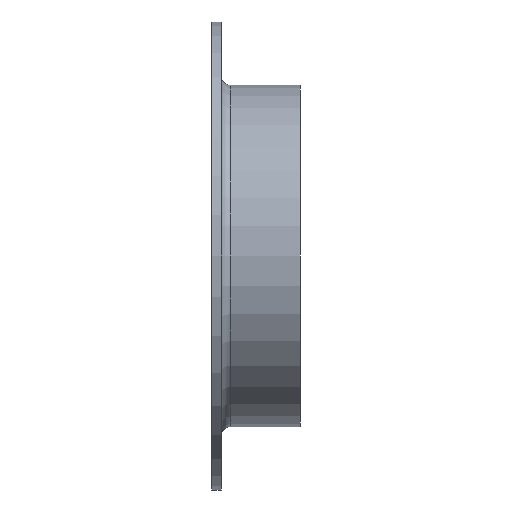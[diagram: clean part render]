
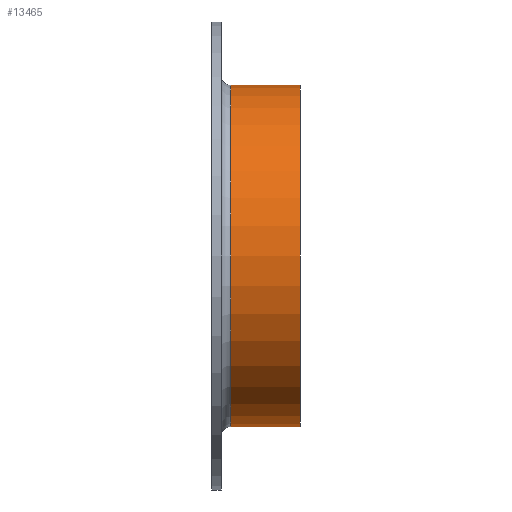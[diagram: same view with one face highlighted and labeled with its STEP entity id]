
A CAD part, front view. The second image highlights one B-rep face of the part: STEP entity #13465.
In plain terms, the highlighted cylindrical face has radius 54 mm (diameter 108 mm), a full revolution.
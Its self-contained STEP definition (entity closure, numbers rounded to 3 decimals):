
#614 = AXIS2_PLACEMENT_3D ( 'NONE', #14224, #15304, #3466 ) ;
#673 = VERTEX_POINT ( 'NONE', #4207 ) ;
#1025 = CARTESIAN_POINT ( 'NONE',  ( 0., 0., 0. ) ) ;
#1324 = AXIS2_PLACEMENT_3D ( 'NONE', #1025, #5728, #4556 ) ;
#1488 = CARTESIAN_POINT ( 'NONE',  ( 6., 0., 0. ) ) ;
#1590 = CIRCLE ( 'NONE', #1832, 54. ) ;
#1832 = AXIS2_PLACEMENT_3D ( 'NONE', #1488, #14558, #4937 ) ;
#2333 = CYLINDRICAL_SURFACE ( 'NONE', #1324, 54. ) ;
#2854 = EDGE_CURVE ( 'NONE', #12408, #12408, #1590, .T. ) ;
#3466 = DIRECTION ( 'NONE',  ( 0., 0., 1. ) ) ;
#4088 = EDGE_LOOP ( 'NONE', ( #10650 ) ) ;
#4207 = CARTESIAN_POINT ( 'NONE',  ( 28., 0., 54. ) ) ;
#4556 = DIRECTION ( 'NONE',  ( 0., 0., 1. ) ) ;
#4937 = DIRECTION ( 'NONE',  ( 0., 0., 1. ) ) ;
#5728 = DIRECTION ( 'NONE',  ( -1., 0., 0. ) ) ;
#6896 = FACE_OUTER_BOUND ( 'NONE', #4088, .T. ) ;
#7697 = CARTESIAN_POINT ( 'NONE',  ( 6., 0., 54. ) ) ;
#8574 = EDGE_LOOP ( 'NONE', ( #9637 ) ) ;
#9637 = ORIENTED_EDGE ( 'NONE', *, *, #11928, .T. ) ;
#10650 = ORIENTED_EDGE ( 'NONE', *, *, #2854, .T. ) ;
#11609 = FACE_OUTER_BOUND ( 'NONE', #8574, .T. ) ;
#11928 = EDGE_CURVE ( 'NONE', #673, #673, #14686, .T. ) ;
#12408 = VERTEX_POINT ( 'NONE', #7697 ) ;
#13465 = ADVANCED_FACE ( 'NONE', ( #6896, #11609 ), #2333, .T. ) ;
#14224 = CARTESIAN_POINT ( 'NONE',  ( 28., 0., 0. ) ) ;
#14558 = DIRECTION ( 'NONE',  ( 1., 0., 0. ) ) ;
#14686 = CIRCLE ( 'NONE', #614, 54. ) ;
#15304 = DIRECTION ( 'NONE',  ( -1., 0., 0. ) ) ;
